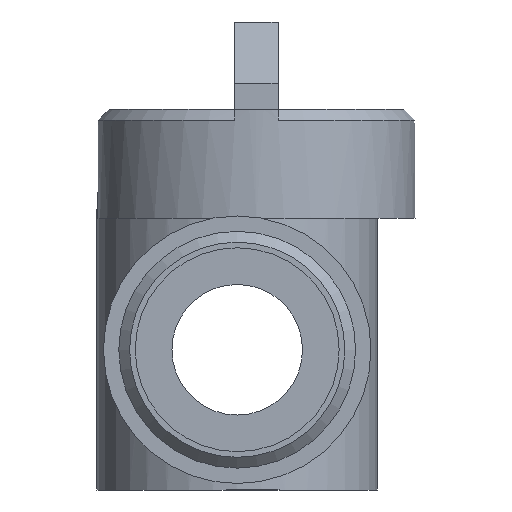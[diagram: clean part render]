
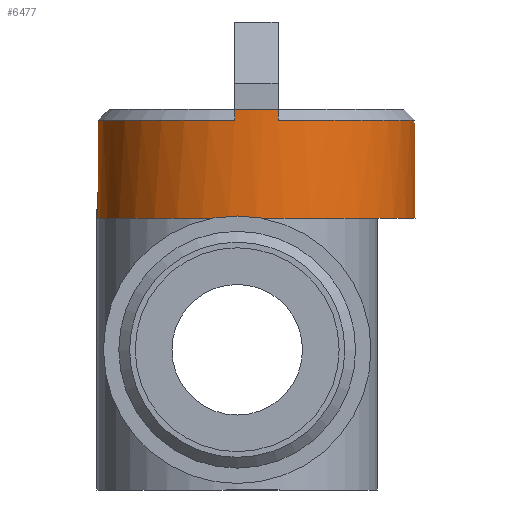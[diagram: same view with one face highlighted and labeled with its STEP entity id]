
A CAD part, left-side view. The second image highlights one B-rep face of the part: STEP entity #6477.
In plain terms, the highlighted cylindrical face has radius 14.7 mm (diameter 29.4 mm), a full revolution.
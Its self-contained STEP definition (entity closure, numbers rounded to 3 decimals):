
#462=CYLINDRICAL_SURFACE('',#6901,14.7);
#739=FACE_OUTER_BOUND('',#1116,.T.);
#1116=EDGE_LOOP('',(#4587,#4588,#4589,#4590,#4591,#4592,#4593,#4594,#4595,
#4596,#4597,#4598,#4599));
#1499=LINE('',#8562,#2158);
#1500=LINE('',#8564,#2159);
#1501=LINE('',#8569,#2160);
#1502=LINE('',#8575,#2161);
#2158=VECTOR('',#7278,10.);
#2159=VECTOR('',#7279,14.7);
#2160=VECTOR('',#7284,10.);
#2161=VECTOR('',#7289,10.);
#2816=CIRCLE('',#6897,14.7);
#2817=CIRCLE('',#6899,14.7);
#2818=CIRCLE('',#6902,14.7);
#2819=CIRCLE('',#6903,14.7);
#2820=CIRCLE('',#6904,14.7);
#2821=CIRCLE('',#6905,14.7);
#2822=CIRCLE('',#6906,14.7);
#2868=VERTEX_POINT('',#8542);
#2869=VERTEX_POINT('',#8546);
#2870=VERTEX_POINT('',#8550);
#2872=VERTEX_POINT('',#8556);
#2874=VERTEX_POINT('',#8563);
#2875=VERTEX_POINT('',#8566);
#2876=VERTEX_POINT('',#8568);
#2877=VERTEX_POINT('',#8570);
#2878=VERTEX_POINT('',#8572);
#2879=VERTEX_POINT('',#8574);
#3541=EDGE_CURVE('',#2869,#2868,#2816,.T.);
#3542=EDGE_CURVE('',#2870,#2869,#2817,.T.);
#3548=EDGE_CURVE('',#2872,#2869,#1499,.T.);
#3549=EDGE_CURVE('',#2872,#2874,#1500,.T.);
#3550=EDGE_CURVE('',#2874,#2874,#2818,.T.);
#3551=EDGE_CURVE('',#2875,#2868,#2819,.T.);
#3552=EDGE_CURVE('',#2876,#2875,#1501,.T.);
#3553=EDGE_CURVE('',#2877,#2876,#2820,.T.);
#3554=EDGE_CURVE('',#2878,#2877,#2821,.T.);
#3555=EDGE_CURVE('',#2879,#2878,#1502,.T.);
#3556=EDGE_CURVE('',#2870,#2879,#2822,.T.);
#4587=ORIENTED_EDGE('',*,*,#3542,.T.);
#4588=ORIENTED_EDGE('',*,*,#3548,.F.);
#4589=ORIENTED_EDGE('',*,*,#3549,.T.);
#4590=ORIENTED_EDGE('',*,*,#3550,.T.);
#4591=ORIENTED_EDGE('',*,*,#3549,.F.);
#4592=ORIENTED_EDGE('',*,*,#3548,.T.);
#4593=ORIENTED_EDGE('',*,*,#3541,.T.);
#4594=ORIENTED_EDGE('',*,*,#3551,.F.);
#4595=ORIENTED_EDGE('',*,*,#3552,.F.);
#4596=ORIENTED_EDGE('',*,*,#3553,.F.);
#4597=ORIENTED_EDGE('',*,*,#3554,.F.);
#4598=ORIENTED_EDGE('',*,*,#3555,.F.);
#4599=ORIENTED_EDGE('',*,*,#3556,.F.);
#6477=ADVANCED_FACE('',(#739),#462,.T.);
#6897=AXIS2_PLACEMENT_3D('',#8548,#7263,#7264);
#6899=AXIS2_PLACEMENT_3D('',#8551,#7267,#7268);
#6901=AXIS2_PLACEMENT_3D('',#8561,#7276,#7277);
#6902=AXIS2_PLACEMENT_3D('',#8565,#7280,#7281);
#6903=AXIS2_PLACEMENT_3D('',#8567,#7282,#7283);
#6904=AXIS2_PLACEMENT_3D('',#8571,#7285,#7286);
#6905=AXIS2_PLACEMENT_3D('',#8573,#7287,#7288);
#6906=AXIS2_PLACEMENT_3D('',#8576,#7290,#7291);
#7263=DIRECTION('center_axis',(0.,0.,-1.));
#7264=DIRECTION('ref_axis',(-1.,0.,0.));
#7267=DIRECTION('center_axis',(0.,0.,-1.));
#7268=DIRECTION('ref_axis',(-1.,0.,0.));
#7276=DIRECTION('center_axis',(0.,0.,1.));
#7277=DIRECTION('ref_axis',(-1.,0.,0.));
#7278=DIRECTION('',(0.,0.,1.));
#7279=DIRECTION('',(0.,0.,-1.));
#7280=DIRECTION('center_axis',(0.,0.,1.));
#7281=DIRECTION('ref_axis',(-1.,0.,0.));
#7282=DIRECTION('center_axis',(0.,0.,1.));
#7283=DIRECTION('ref_axis',(-1.,0.,0.));
#7284=DIRECTION('',(0.,0.,-1.));
#7285=DIRECTION('center_axis',(0.,0.,1.));
#7286=DIRECTION('ref_axis',(-1.,0.,0.));
#7287=DIRECTION('center_axis',(0.,0.,1.));
#7288=DIRECTION('ref_axis',(-1.,0.,0.));
#7289=DIRECTION('',(0.,0.,1.));
#7290=DIRECTION('center_axis',(0.,0.,1.));
#7291=DIRECTION('ref_axis',(-1.,0.,0.));
#8542=CARTESIAN_POINT('',(14.563,-2.,35.1));
#8546=CARTESIAN_POINT('',(14.7,0.,35.1));
#8548=CARTESIAN_POINT('Origin',(0.,0.,35.1));
#8550=CARTESIAN_POINT('',(14.563,2.,35.1));
#8551=CARTESIAN_POINT('Origin',(0.,0.,35.1));
#8556=CARTESIAN_POINT('',(14.7,0.,30.2));
#8561=CARTESIAN_POINT('Origin',(0.,0.,26.));
#8562=CARTESIAN_POINT('',(14.7,0.,26.));
#8563=CARTESIAN_POINT('',(14.7,0.,26.));
#8564=CARTESIAN_POINT('',(14.7,0.,26.));
#8565=CARTESIAN_POINT('Origin',(0.,0.,26.));
#8566=CARTESIAN_POINT('',(-14.563,-2.,35.1));
#8567=CARTESIAN_POINT('Origin',(0.,0.,35.1));
#8568=CARTESIAN_POINT('',(-14.563,-2.,36.1));
#8569=CARTESIAN_POINT('',(-14.563,-2.,26.));
#8570=CARTESIAN_POINT('',(-14.7,0.,36.1));
#8571=CARTESIAN_POINT('Origin',(0.,0.,36.1));
#8572=CARTESIAN_POINT('',(-14.563,2.,36.1));
#8573=CARTESIAN_POINT('Origin',(0.,0.,36.1));
#8574=CARTESIAN_POINT('',(-14.563,2.,35.1));
#8575=CARTESIAN_POINT('',(-14.563,2.,26.));
#8576=CARTESIAN_POINT('Origin',(0.,0.,35.1));
